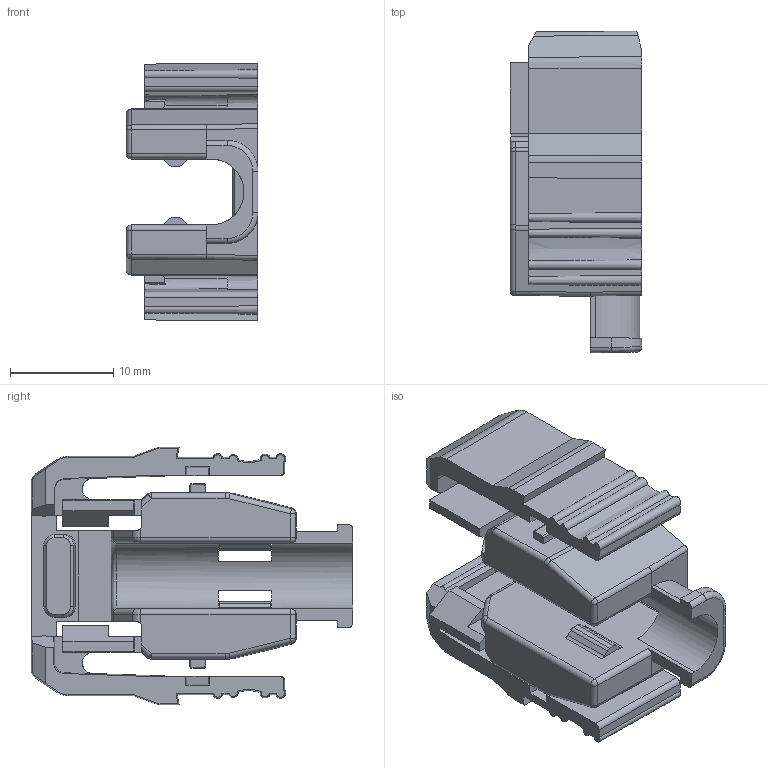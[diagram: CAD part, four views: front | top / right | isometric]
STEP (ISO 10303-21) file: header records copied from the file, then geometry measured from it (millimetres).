
FILE_DESCRIPTION((''),'2;1');
FILE_NAME('HM-RT45-APT_2_72','2019-09-23T',('sh.ye'),(''),'PRO/ENGINEER BY PARAMETRIC TECHNOLOGY CORPORATION, 2015240','PRO/ENGINEER BY PARAMETRIC TECHNOLOGY CORPORATION, 2015240','');
FILE_SCHEMA(('AUTOMOTIVE_DESIGN { 1 0 10303 214 1 1 1 1 }'));
Length unit declared in the file: millimetre
Products named in the file (1): HM-RT45-APT_2_72
Bounding box: 12.8 x 31.2 x 25 mm (x, y, z)
Volume: 3261.7 mm3; surface area: 4407.7 mm2
Topology: 1 solids, 1 shells, 248 faces, 702 edges, 455 vertices
Faces by surface type: plane 144, cylinder 55, cone 32, bspline 8, torus 5, sphere 4
Entity records: 8641 total; most frequent: CARTESIAN_POINT 2222, ORIENTED_EDGE 1396, DIRECTION 1242, EDGE_CURVE 698, VECTOR 476, LINE 476, VERTEX_POINT 455, AXIS2_PLACEMENT_3D 383
